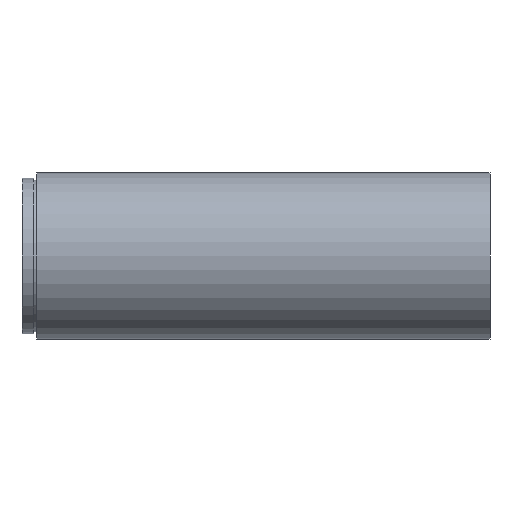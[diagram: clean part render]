
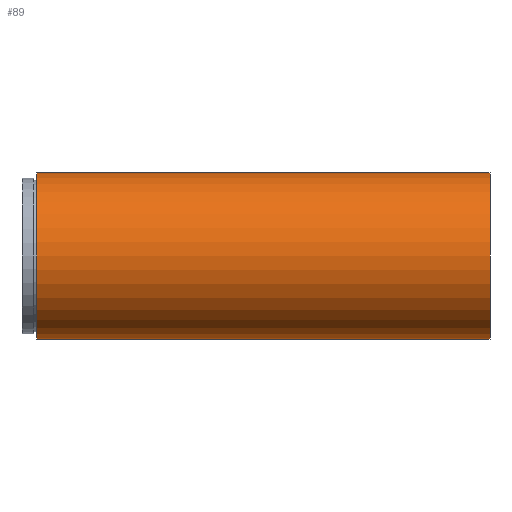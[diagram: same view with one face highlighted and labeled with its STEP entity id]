
A CAD part, left-side view. The second image highlights one B-rep face of the part: STEP entity #89.
In plain terms, the highlighted cylindrical face has radius 28 mm (diameter 56 mm), a partial arc.
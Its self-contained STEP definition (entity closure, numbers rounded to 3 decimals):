
#8 = ORIENTED_EDGE ( 'NONE', *, *, #302, .F. ) ;
#9 = CIRCLE ( 'NONE', #236, 28. ) ;
#10 = VERTEX_POINT ( 'NONE', #66 ) ;
#30 = CARTESIAN_POINT ( 'NONE',  ( 0., 152.4, 28. ) ) ;
#39 = CARTESIAN_POINT ( 'NONE',  ( 0., 152.4, -28. ) ) ;
#43 = LINE ( 'NONE', #114, #257 ) ;
#62 = DIRECTION ( 'NONE',  ( 0., 1., 0. ) ) ;
#66 = CARTESIAN_POINT ( 'NONE',  ( 0., 0., 28. ) ) ;
#89 = ADVANCED_FACE ( 'NONE', ( #407 ), #121, .T. ) ;
#102 = EDGE_CURVE ( 'NONE', #10, #228, #43, .T. ) ;
#114 = CARTESIAN_POINT ( 'NONE',  ( 0., 161.376, 28. ) ) ;
#121 = CYLINDRICAL_SURFACE ( 'NONE', #429, 28. ) ;
#132 = DIRECTION ( 'NONE',  ( 0., 0., 1. ) ) ;
#178 = ORIENTED_EDGE ( 'NONE', *, *, #102, .T. ) ;
#220 = EDGE_CURVE ( 'NONE', #550, #228, #9, .T. ) ;
#222 = DIRECTION ( 'NONE',  ( 0., 1., 0. ) ) ;
#228 = VERTEX_POINT ( 'NONE', #30 ) ;
#234 = LINE ( 'NONE', #330, #592 ) ;
#236 = AXIS2_PLACEMENT_3D ( 'NONE', #568, #513, #132 ) ;
#257 = VECTOR ( 'NONE', #222, 1000. ) ;
#278 = VERTEX_POINT ( 'NONE', #333 ) ;
#287 = EDGE_CURVE ( 'NONE', #278, #10, #375, .T. ) ;
#296 = ORIENTED_EDGE ( 'NONE', *, *, #287, .T. ) ;
#302 = EDGE_CURVE ( 'NONE', #278, #550, #234, .T. ) ;
#313 = DIRECTION ( 'NONE',  ( 0., 0., 1. ) ) ;
#330 = CARTESIAN_POINT ( 'NONE',  ( 0., 161.376, -28. ) ) ;
#333 = CARTESIAN_POINT ( 'NONE',  ( 0., 0., -28. ) ) ;
#375 = CIRCLE ( 'NONE', #589, 28. ) ;
#385 = EDGE_LOOP ( 'NONE', ( #8, #296, #178, #461 ) ) ;
#407 = FACE_OUTER_BOUND ( 'NONE', #385, .T. ) ;
#429 = AXIS2_PLACEMENT_3D ( 'NONE', #598, #62, #313 ) ;
#461 = ORIENTED_EDGE ( 'NONE', *, *, #220, .F. ) ;
#497 = DIRECTION ( 'NONE',  ( 0., 1., 0. ) ) ;
#513 = DIRECTION ( 'NONE',  ( 0., 1., 0. ) ) ;
#525 = CARTESIAN_POINT ( 'NONE',  ( 0., 0., 0. ) ) ;
#550 = VERTEX_POINT ( 'NONE', #39 ) ;
#568 = CARTESIAN_POINT ( 'NONE',  ( 0., 152.4, 0. ) ) ;
#570 = DIRECTION ( 'NONE',  ( 0., 1., 0. ) ) ;
#589 = AXIS2_PLACEMENT_3D ( 'NONE', #525, #570, #619 ) ;
#592 = VECTOR ( 'NONE', #497, 1000. ) ;
#598 = CARTESIAN_POINT ( 'NONE',  ( 0., 161.376, 0. ) ) ;
#619 = DIRECTION ( 'NONE',  ( 0., 0., 1. ) ) ;
